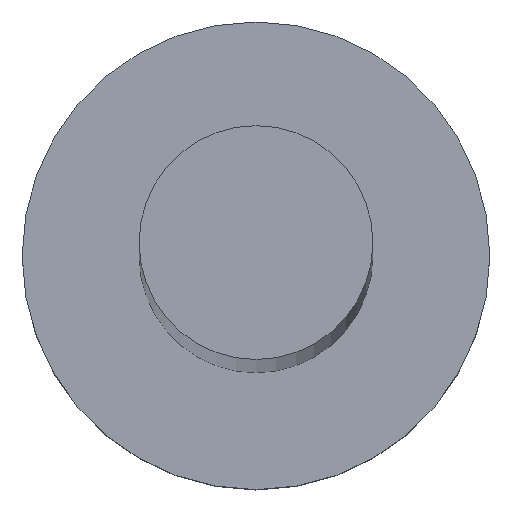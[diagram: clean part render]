
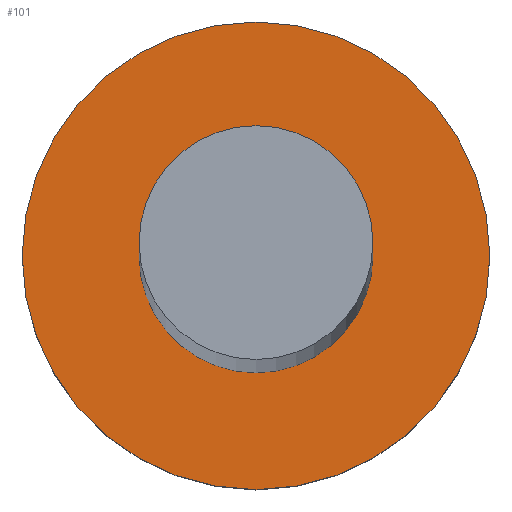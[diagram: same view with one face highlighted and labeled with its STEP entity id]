
A CAD part, top view. The second image highlights one B-rep face of the part: STEP entity #101.
In plain terms, the highlighted planar face has unit normal (0, 0, 1).
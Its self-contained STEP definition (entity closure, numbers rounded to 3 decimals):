
#1 = AXIS2_PLACEMENT_3D ( 'NONE', #74, #137, #54 ) ;
#2 = FACE_BOUND ( 'NONE', #206, .T. ) ;
#9 = AXIS2_PLACEMENT_3D ( 'NONE', #184, #65, #145 ) ;
#16 = VERTEX_POINT ( 'NONE', #77 ) ;
#19 = FACE_OUTER_BOUND ( 'NONE', #61, .T. ) ;
#26 = ORIENTED_EDGE ( 'NONE', *, *, #85, .T. ) ;
#40 = CARTESIAN_POINT ( 'NONE',  ( 3., 0., 5. ) ) ;
#51 = AXIS2_PLACEMENT_3D ( 'NONE', #141, #83, #179 ) ;
#54 = DIRECTION ( 'NONE',  ( 1., 0., 0. ) ) ;
#55 = EDGE_CURVE ( 'NONE', #210, #164, #114, .T. ) ;
#61 = EDGE_LOOP ( 'NONE', ( #220, #26 ) ) ;
#65 = DIRECTION ( 'NONE',  ( 0., 0., 1. ) ) ;
#67 = CARTESIAN_POINT ( 'NONE',  ( -3., 0., 5. ) ) ;
#70 = VERTEX_POINT ( 'NONE', #212 ) ;
#74 = CARTESIAN_POINT ( 'NONE',  ( 0., 0., 5. ) ) ;
#77 = CARTESIAN_POINT ( 'NONE',  ( 6., 0., 5. ) ) ;
#78 = CARTESIAN_POINT ( 'NONE',  ( 0., 0., 5. ) ) ;
#83 = DIRECTION ( 'NONE',  ( 0., 0., 1. ) ) ;
#85 = EDGE_CURVE ( 'NONE', #16, #70, #168, .T. ) ;
#88 = AXIS2_PLACEMENT_3D ( 'NONE', #227, #155, #228 ) ;
#101 = ADVANCED_FACE ( 'NONE', ( #2, #19 ), #102, .T. ) ;
#102 = PLANE ( 'NONE',  #51 ) ;
#104 = CIRCLE ( 'NONE', #9, 6. ) ;
#108 = ORIENTED_EDGE ( 'NONE', *, *, #55, .F. ) ;
#114 = CIRCLE ( 'NONE', #88, 3. ) ;
#119 = DIRECTION ( 'NONE',  ( 1., 0., 0. ) ) ;
#121 = DIRECTION ( 'NONE',  ( 0., 0., 1. ) ) ;
#137 = DIRECTION ( 'NONE',  ( 0., 0., 1. ) ) ;
#141 = CARTESIAN_POINT ( 'NONE',  ( 0., 0., 5. ) ) ;
#145 = DIRECTION ( 'NONE',  ( 1., 0., 0. ) ) ;
#149 = AXIS2_PLACEMENT_3D ( 'NONE', #78, #121, #119 ) ;
#155 = DIRECTION ( 'NONE',  ( 0., 0., 1. ) ) ;
#164 = VERTEX_POINT ( 'NONE', #40 ) ;
#165 = EDGE_CURVE ( 'NONE', #164, #210, #248, .T. ) ;
#168 = CIRCLE ( 'NONE', #1, 6. ) ;
#177 = ORIENTED_EDGE ( 'NONE', *, *, #165, .F. ) ;
#179 = DIRECTION ( 'NONE',  ( 1., 0., 0. ) ) ;
#184 = CARTESIAN_POINT ( 'NONE',  ( 0., 0., 5. ) ) ;
#206 = EDGE_LOOP ( 'NONE', ( #108, #177 ) ) ;
#210 = VERTEX_POINT ( 'NONE', #67 ) ;
#212 = CARTESIAN_POINT ( 'NONE',  ( -6., 0., 5. ) ) ;
#219 = EDGE_CURVE ( 'NONE', #70, #16, #104, .T. ) ;
#220 = ORIENTED_EDGE ( 'NONE', *, *, #219, .T. ) ;
#227 = CARTESIAN_POINT ( 'NONE',  ( 0., 0., 5. ) ) ;
#228 = DIRECTION ( 'NONE',  ( 1., 0., 0. ) ) ;
#248 = CIRCLE ( 'NONE', #149, 3. ) ;
